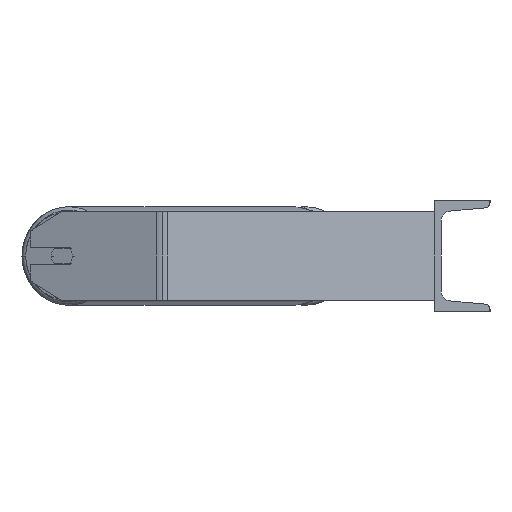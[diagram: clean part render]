
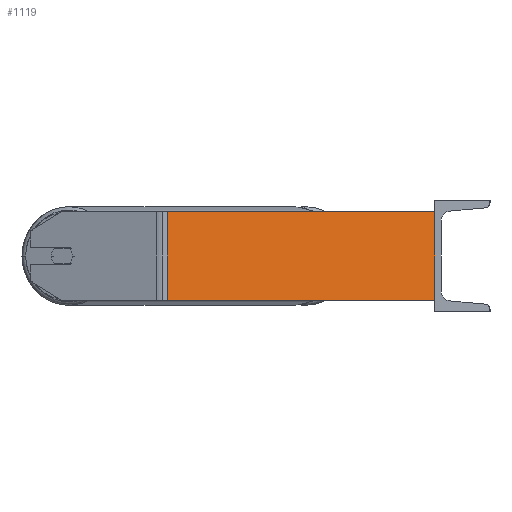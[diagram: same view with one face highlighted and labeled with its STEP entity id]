
A CAD part, left-side view. The second image highlights one B-rep face of the part: STEP entity #1119.
In plain terms, the highlighted planar face has unit normal (-0.966, -0.259, 0).
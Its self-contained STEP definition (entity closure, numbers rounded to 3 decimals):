
#33 = ORIENTED_EDGE ( 'NONE', *, *, #6940, .T. ) ;
#203 = VERTEX_POINT ( 'NONE', #6709 ) ;
#474 = DIRECTION ( 'NONE',  ( 0.966, 0.259, 0. ) ) ;
#496 = LINE ( 'NONE', #3334, #7092 ) ;
#550 = VERTEX_POINT ( 'NONE', #2470 ) ;
#948 = VECTOR ( 'NONE', #3009, 1000. ) ;
#955 = LINE ( 'NONE', #8862, #3449 ) ;
#1072 = FACE_OUTER_BOUND ( 'NONE', #5606, .T. ) ;
#1119 = ADVANCED_FACE ( 'NONE', ( #1072 ), #3897, .F. ) ;
#1389 = DIRECTION ( 'NONE',  ( 0.259, -0.966, 0. ) ) ;
#1866 = EDGE_CURVE ( 'NONE', #550, #203, #496, .T. ) ;
#1967 = DIRECTION ( 'NONE',  ( -0.259, 0.966, 0. ) ) ;
#2129 = VERTEX_POINT ( 'NONE', #7161 ) ;
#2219 = CARTESIAN_POINT ( 'NONE',  ( -950.814, 245.621, -40. ) ) ;
#2470 = CARTESIAN_POINT ( 'NONE',  ( -949.508, 240.748, 40. ) ) ;
#2549 = CARTESIAN_POINT ( 'NONE',  ( -950.814, 245.621, 40. ) ) ;
#2710 = EDGE_CURVE ( 'NONE', #203, #2129, #5071, .T. ) ;
#2910 = CARTESIAN_POINT ( 'NONE',  ( -949.508, 240.748, -40. ) ) ;
#3009 = DIRECTION ( 'NONE',  ( 0.259, -0.966, 0. ) ) ;
#3265 = AXIS2_PLACEMENT_3D ( 'NONE', #2549, #474, #1967 ) ;
#3334 = CARTESIAN_POINT ( 'NONE',  ( -950.814, 245.621, 40. ) ) ;
#3449 = VECTOR ( 'NONE', #8129, 1000. ) ;
#3897 = PLANE ( 'NONE',  #3265 ) ;
#4071 = ORIENTED_EDGE ( 'NONE', *, *, #7869, .T. ) ;
#5071 = LINE ( 'NONE', #7902, #8682 ) ;
#5606 = EDGE_LOOP ( 'NONE', ( #4071, #6561, #8687, #33 ) ) ;
#6516 = LINE ( 'NONE', #2219, #948 ) ;
#6561 = ORIENTED_EDGE ( 'NONE', *, *, #2710, .F. ) ;
#6709 = CARTESIAN_POINT ( 'NONE',  ( -885., 0., 40. ) ) ;
#6940 = EDGE_CURVE ( 'NONE', #550, #7913, #955, .T. ) ;
#7092 = VECTOR ( 'NONE', #1389, 1000. ) ;
#7161 = CARTESIAN_POINT ( 'NONE',  ( -885., 0., -40. ) ) ;
#7218 = DIRECTION ( 'NONE',  ( 0., 0., -1. ) ) ;
#7869 = EDGE_CURVE ( 'NONE', #7913, #2129, #6516, .T. ) ;
#7902 = CARTESIAN_POINT ( 'NONE',  ( -885., 0., 40. ) ) ;
#7913 = VERTEX_POINT ( 'NONE', #2910 ) ;
#8129 = DIRECTION ( 'NONE',  ( 0., 0., -1. ) ) ;
#8682 = VECTOR ( 'NONE', #7218, 1000. ) ;
#8687 = ORIENTED_EDGE ( 'NONE', *, *, #1866, .F. ) ;
#8862 = CARTESIAN_POINT ( 'NONE',  ( -949.508, 240.748, 40. ) ) ;
